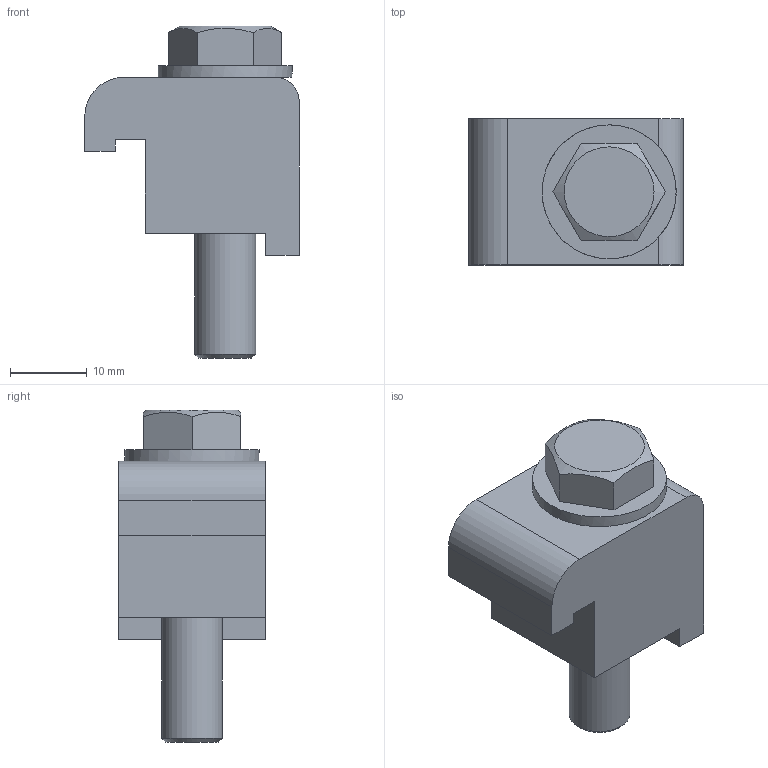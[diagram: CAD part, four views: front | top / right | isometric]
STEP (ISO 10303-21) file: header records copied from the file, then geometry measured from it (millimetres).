
FILE_DESCRIPTION( ( 'Unknown' ), '1' );
FILE_NAME( 'QF-SSC-ALJ.stp', 'Unknown', ( 'Unknown' ), ( 'Unknown' ), 'PSStep 15.0.49', 'Unknown', ' ' );
FILE_SCHEMA( ( 'AUTOMOTIVE_DESIGN { 1 0 10303 214 1 1 1 1 }' ) );
Length unit declared in the file: millimetre
Products named in the file (1): qf-ssc-alj_clamp
Bounding box: 27.94 x 19.05 x 43.26 mm (x, y, z)
Volume: 10873.5 mm3; surface area: 4773.6 mm2
Topology: 1 solids, 1 shells, 32 faces, 76 edges, 50 vertices
Faces by surface type: plane 24, cylinder 6, cone 2
Full cylindrical faces by diameter (mm): 7.938 x1, 8.636 x1, 8.731 x1, 17.462 x1
Entity records: 1184 total; most frequent: CARTESIAN_POINT 209, DIRECTION 142, ORIENTED_EDGE 134, EDGE_CURVE 67, AXIS2_PLACEMENT_3D 48, VERTEX_POINT 47, LINE 46, VECTOR 46
